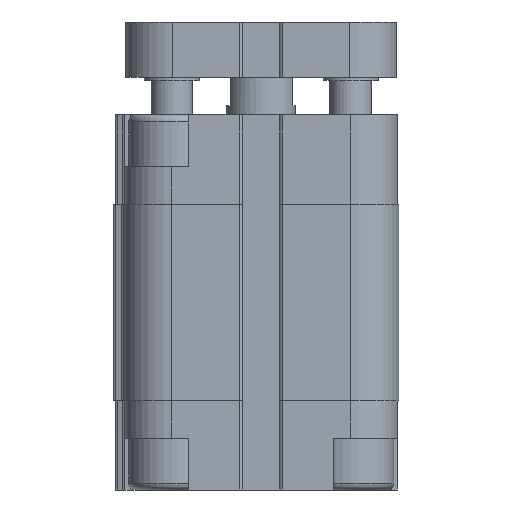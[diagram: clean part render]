
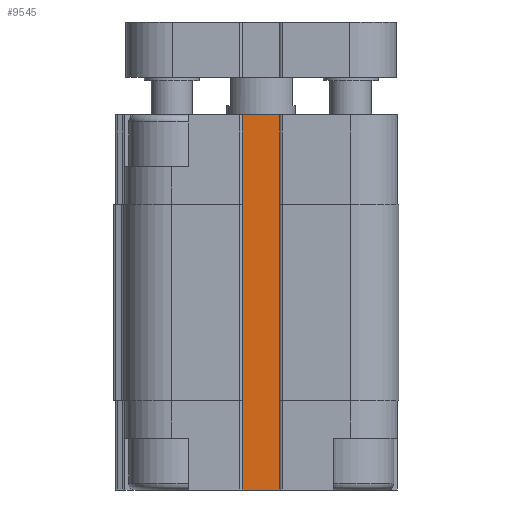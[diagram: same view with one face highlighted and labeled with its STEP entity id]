
A CAD part, left-side view. The second image highlights one B-rep face of the part: STEP entity #9545.
In plain terms, the highlighted face is planar.
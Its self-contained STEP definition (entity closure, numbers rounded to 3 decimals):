
#68=LINE('',#14434,#910);
#202=LINE('',#14868,#1044);
#203=LINE('',#14870,#1045);
#204=LINE('',#14872,#1046);
#910=VECTOR('',#11154,1000.);
#1044=VECTOR('',#11526,1000.);
#1045=VECTOR('',#11529,1000.);
#1046=VECTOR('',#11530,1000.);
#1762=PLANE('',#10237);
#2832=ORIENTED_EDGE('',*,*,#5367,.F.);
#2833=ORIENTED_EDGE('',*,*,#5577,.F.);
#2834=ORIENTED_EDGE('',*,*,#5578,.T.);
#2835=ORIENTED_EDGE('',*,*,#5579,.T.);
#5367=EDGE_CURVE('',#6768,#6769,#68,.T.);
#5577=EDGE_CURVE('',#6949,#6768,#202,.T.);
#5578=EDGE_CURVE('',#6949,#6950,#203,.T.);
#5579=EDGE_CURVE('',#6950,#6769,#204,.T.);
#6768=VERTEX_POINT('',#14433);
#6769=VERTEX_POINT('',#14435);
#6949=VERTEX_POINT('',#14867);
#6950=VERTEX_POINT('',#14871);
#8069=EDGE_LOOP('',(#2832,#2833,#2834,#2835));
#8793=FACE_BOUND('',#8069,.T.);
#9545=ADVANCED_FACE('',(#8793),#1762,.T.);
#10237=AXIS2_PLACEMENT_3D('',#14869,#11527,#11528);
#11154=DIRECTION('',(0.,1.,0.));
#11526=DIRECTION('',(0.,0.,1.));
#11527=DIRECTION('',(1.,0.,0.));
#11528=DIRECTION('',(0.,0.,-1.));
#11529=DIRECTION('',(0.,1.,0.));
#11530=DIRECTION('',(0.,0.,1.));
#14433=CARTESIAN_POINT('',(15.,-3.,0.));
#14434=CARTESIAN_POINT('',(15.,-3.,0.));
#14435=CARTESIAN_POINT('',(15.,3.,0.));
#14867=CARTESIAN_POINT('',(15.,-3.,-54.5));
#14868=CARTESIAN_POINT('',(15.,-3.,-13.));
#14869=CARTESIAN_POINT('',(15.,-3.,-13.));
#14870=CARTESIAN_POINT('',(15.,-3.,-54.5));
#14871=CARTESIAN_POINT('',(15.,3.,-54.5));
#14872=CARTESIAN_POINT('',(15.,3.,-13.));
